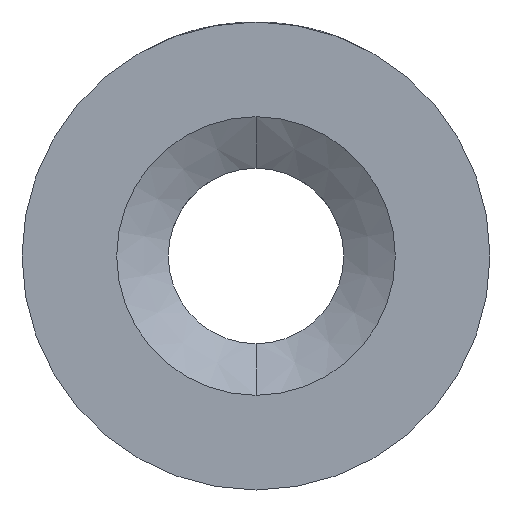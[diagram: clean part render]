
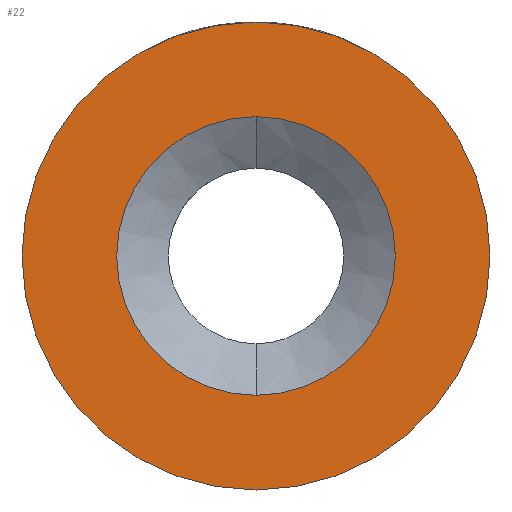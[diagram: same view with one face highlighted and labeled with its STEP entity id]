
A CAD part, front view. The second image highlights one B-rep face of the part: STEP entity #22.
In plain terms, the highlighted planar face has unit normal (0, -1, 0).
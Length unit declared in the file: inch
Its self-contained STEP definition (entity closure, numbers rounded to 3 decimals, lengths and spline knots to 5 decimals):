
#8 = FACE_OUTER_BOUND ( 'NONE', #674, .T. ) ;
#22 = ADVANCED_FACE ( 'NONE', ( #117, #8 ), #467, .F. ) ;
#38 = DIRECTION ( 'NONE',  ( 0., 1., 0. ) ) ;
#51 = DIRECTION ( 'NONE',  ( 0., 0., 1. ) ) ;
#64 = CIRCLE ( 'NONE', #347, 0.125 ) ;
#117 = FACE_BOUND ( 'NONE', #577, .T. ) ;
#149 = VERTEX_POINT ( 'NONE', #317 ) ;
#153 = AXIS2_PLACEMENT_3D ( 'NONE', #790, #399, #848 ) ;
#164 = EDGE_CURVE ( 'NONE', #814, #519, #252, .T. ) ;
#211 = DIRECTION ( 'NONE',  ( 0., -1., 0. ) ) ;
#252 = CIRCLE ( 'NONE', #272, 0.125 ) ;
#253 = DIRECTION ( 'NONE',  ( 0., 0., -1. ) ) ;
#255 = DIRECTION ( 'NONE',  ( 0., -1., 0. ) ) ;
#257 = CARTESIAN_POINT ( 'NONE',  ( 0., 0., 0. ) ) ;
#265 = ORIENTED_EDGE ( 'NONE', *, *, #667, .F. ) ;
#272 = AXIS2_PLACEMENT_3D ( 'NONE', #257, #255, #253 ) ;
#317 = CARTESIAN_POINT ( 'NONE',  ( 0., 0., -0.21 ) ) ;
#328 = ORIENTED_EDGE ( 'NONE', *, *, #717, .F. ) ;
#347 = AXIS2_PLACEMENT_3D ( 'NONE', #620, #211, #676 ) ;
#399 = DIRECTION ( 'NONE',  ( 0., 1., 0. ) ) ;
#467 = PLANE ( 'NONE',  #851 ) ;
#481 = CARTESIAN_POINT ( 'NONE',  ( 0., 0., 0. ) ) ;
#504 = ORIENTED_EDGE ( 'NONE', *, *, #585, .F. ) ;
#519 = VERTEX_POINT ( 'NONE', #728 ) ;
#563 = ORIENTED_EDGE ( 'NONE', *, *, #164, .F. ) ;
#570 = CARTESIAN_POINT ( 'NONE',  ( 0., 0., 0.21 ) ) ;
#577 = EDGE_LOOP ( 'NONE', ( #328, #563 ) ) ;
#585 = EDGE_CURVE ( 'NONE', #835, #149, #782, .T. ) ;
#620 = CARTESIAN_POINT ( 'NONE',  ( 0., 0., 0. ) ) ;
#667 = EDGE_CURVE ( 'NONE', #149, #835, #760, .T. ) ;
#674 = EDGE_LOOP ( 'NONE', ( #265, #504 ) ) ;
#676 = DIRECTION ( 'NONE',  ( 0., 0., -1. ) ) ;
#717 = EDGE_CURVE ( 'NONE', #519, #814, #64, .T. ) ;
#728 = CARTESIAN_POINT ( 'NONE',  ( 0., 0., -0.125 ) ) ;
#741 = DIRECTION ( 'NONE',  ( 0., 0., 1. ) ) ;
#745 = DIRECTION ( 'NONE',  ( 0., 1., 0. ) ) ;
#753 = AXIS2_PLACEMENT_3D ( 'NONE', #870, #745, #741 ) ;
#760 = CIRCLE ( 'NONE', #153, 0.21 ) ;
#782 = CIRCLE ( 'NONE', #753, 0.21 ) ;
#790 = CARTESIAN_POINT ( 'NONE',  ( 0., 0., 0. ) ) ;
#814 = VERTEX_POINT ( 'NONE', #874 ) ;
#835 = VERTEX_POINT ( 'NONE', #570 ) ;
#848 = DIRECTION ( 'NONE',  ( 0., 0., 1. ) ) ;
#851 = AXIS2_PLACEMENT_3D ( 'NONE', #481, #38, #51 ) ;
#870 = CARTESIAN_POINT ( 'NONE',  ( 0., 0., 0. ) ) ;
#874 = CARTESIAN_POINT ( 'NONE',  ( 0., 0., 0.125 ) ) ;
